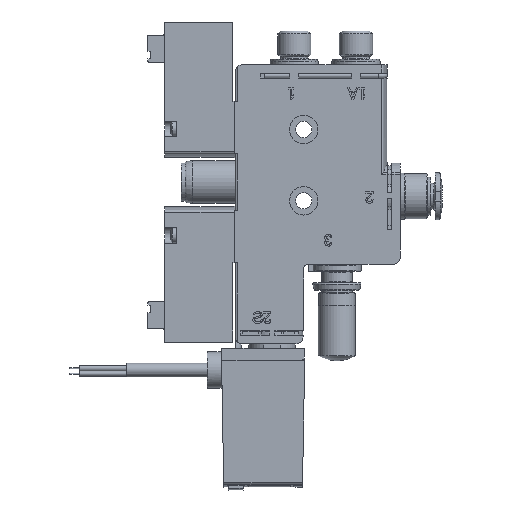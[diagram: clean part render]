
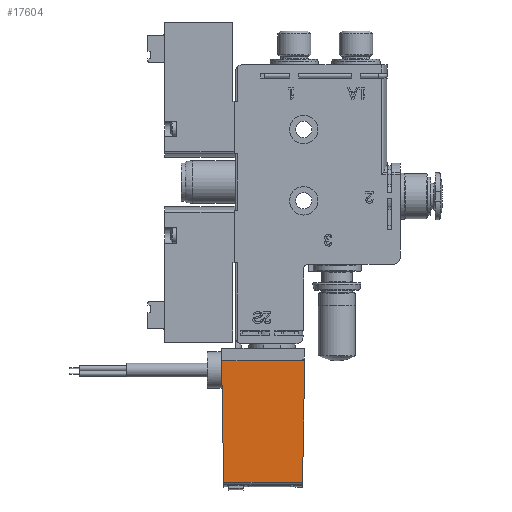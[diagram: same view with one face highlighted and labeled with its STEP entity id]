
A CAD part, left-side view. The second image highlights one B-rep face of the part: STEP entity #17604.
In plain terms, the highlighted face is planar.
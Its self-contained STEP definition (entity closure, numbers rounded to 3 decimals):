
#3696=ORIENTED_EDGE('',*,*,#5904,.F.);
#3697=ORIENTED_EDGE('',*,*,#5905,.F.);
#3698=ORIENTED_EDGE('',*,*,#5834,.F.);
#3699=ORIENTED_EDGE('',*,*,#5826,.T.);
#5826=EDGE_CURVE('',#7209,#7208,#8404,.T.);
#5834=EDGE_CURVE('',#7209,#7216,#8410,.T.);
#5904=EDGE_CURVE('',#7278,#7208,#8462,.T.);
#5905=EDGE_CURVE('',#7216,#7278,#8463,.T.);
#7208=VERTEX_POINT('',#25997);
#7209=VERTEX_POINT('',#25999);
#7216=VERTEX_POINT('',#26015);
#7278=VERTEX_POINT('',#26155);
#8404=LINE('',#25998,#9549);
#8410=LINE('',#26014,#9555);
#8462=LINE('',#26154,#9607);
#8463=LINE('',#26156,#9608);
#9549=VECTOR('',#21984,1000.);
#9555=VECTOR('',#21996,1000.);
#9607=VECTOR('',#22100,1000.);
#9608=VECTOR('',#22101,1000.);
#10632=EDGE_LOOP('',(#3696,#3697,#3698,#3699));
#11728=FACE_BOUND('',#10632,.T.);
#12364=PLANE('',#18840);
#17604=ADVANCED_FACE('',(#11728),#12364,.F.);
#18840=AXIS2_PLACEMENT_3D('',#26153,#22098,#22099);
#21984=DIRECTION('',(-1.,0.,0.));
#21996=DIRECTION('',(-0.017,1.,0.009));
#22098=DIRECTION('',(0.,-0.009,1.));
#22099=DIRECTION('',(0.,-1.,-0.009));
#22100=DIRECTION('',(-0.017,-1.,-0.009));
#22101=DIRECTION('',(-1.,0.,0.));
#25997=CARTESIAN_POINT('',(-8.75,0.,-4.75));
#25998=CARTESIAN_POINT('',(8.75,0.,-4.75));
#25999=CARTESIAN_POINT('',(8.75,0.,-4.75));
#26014=CARTESIAN_POINT('',(8.75,0.,-4.75));
#26015=CARTESIAN_POINT('',(8.302,25.668,-4.526));
#26153=CARTESIAN_POINT('',(8.75,0.,-4.75));
#26154=CARTESIAN_POINT('',(-8.745,0.305,-4.747));
#26155=CARTESIAN_POINT('',(-8.302,25.668,-4.526));
#26156=CARTESIAN_POINT('',(8.75,25.668,-4.526));
